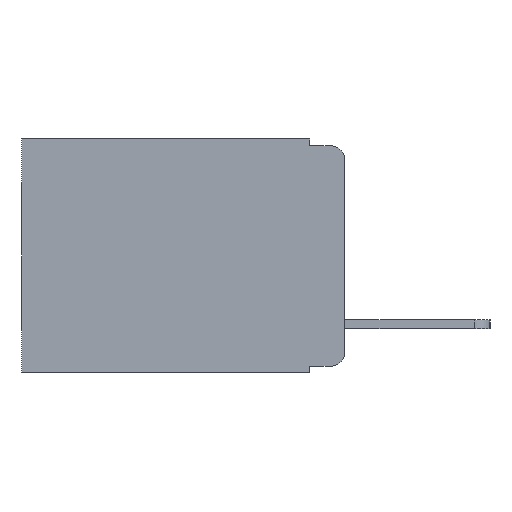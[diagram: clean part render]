
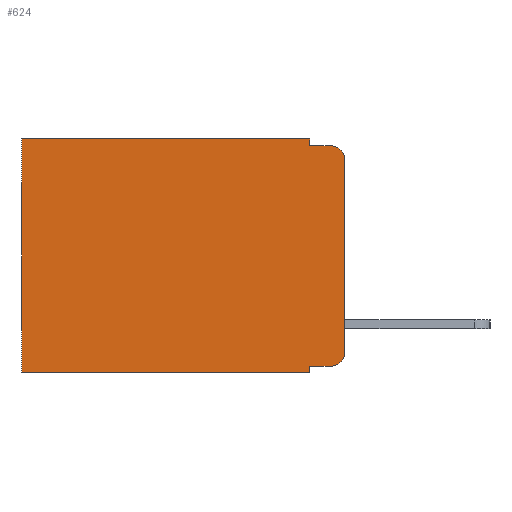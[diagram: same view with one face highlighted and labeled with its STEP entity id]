
A CAD part, left-side view. The second image highlights one B-rep face of the part: STEP entity #624.
In plain terms, the highlighted planar face has unit normal (-1, 0, 0).
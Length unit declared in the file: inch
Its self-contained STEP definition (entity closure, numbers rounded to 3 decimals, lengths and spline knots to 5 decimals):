
#8 = DIRECTION ( 'NONE',  ( 0., 0., -1. ) ) ;
#108 = ORIENTED_EDGE ( 'NONE', *, *, #10938, .T. ) ;
#132 = VERTEX_POINT ( 'NONE', #680 ) ;
#510 = CARTESIAN_POINT ( 'NONE',  ( 0.298, 0.02, -0.313 ) ) ;
#624 = ADVANCED_FACE ( 'NONE', ( #9980 ), #10519, .F. ) ;
#680 = CARTESIAN_POINT ( 'NONE',  ( 0.298, 0.051, -0.01 ) ) ;
#719 = ORIENTED_EDGE ( 'NONE', *, *, #9923, .F. ) ;
#737 = VECTOR ( 'NONE', #5924, 39.37008 ) ;
#892 = VERTEX_POINT ( 'NONE', #3521 ) ;
#1019 = VECTOR ( 'NONE', #8168, 39.37008 ) ;
#1449 = CARTESIAN_POINT ( 'NONE',  ( 0.298, 0., 0. ) ) ;
#1509 = DIRECTION ( 'NONE',  ( 0., 1., 0. ) ) ;
#1979 = ORIENTED_EDGE ( 'NONE', *, *, #7175, .F. ) ;
#2058 = EDGE_CURVE ( 'NONE', #4839, #3256, #4464, .T. ) ;
#2236 = CARTESIAN_POINT ( 'NONE',  ( 0.298, 0.051, 0. ) ) ;
#2295 = ORIENTED_EDGE ( 'NONE', *, *, #2058, .T. ) ;
#2459 = CARTESIAN_POINT ( 'NONE',  ( 0.298, 0.051, -0.01 ) ) ;
#2488 = ORIENTED_EDGE ( 'NONE', *, *, #10246, .T. ) ;
#2599 = VECTOR ( 'NONE', #1509, 39.37008 ) ;
#2778 = ORIENTED_EDGE ( 'NONE', *, *, #10483, .F. ) ;
#2875 = LINE ( 'NONE', #1449, #2599 ) ;
#2898 = VECTOR ( 'NONE', #8937, 39.37008 ) ;
#2899 = VERTEX_POINT ( 'NONE', #5895 ) ;
#2916 = VERTEX_POINT ( 'NONE', #10184 ) ;
#2955 = ORIENTED_EDGE ( 'NONE', *, *, #10638, .F. ) ;
#3144 = CARTESIAN_POINT ( 'NONE',  ( 0.298, 0.051, -0.333 ) ) ;
#3256 = VERTEX_POINT ( 'NONE', #10997 ) ;
#3343 = LINE ( 'NONE', #5583, #7828 ) ;
#3407 = DIRECTION ( 'NONE',  ( 1., 0., 0. ) ) ;
#3461 = LINE ( 'NONE', #2236, #1019 ) ;
#3521 = CARTESIAN_POINT ( 'NONE',  ( 0.298, 0.051, -0.343 ) ) ;
#3612 = VECTOR ( 'NONE', #7874, 39.37008 ) ;
#3719 = ORIENTED_EDGE ( 'NONE', *, *, #5707, .T. ) ;
#3750 = DIRECTION ( 'NONE',  ( 0., 0., -1. ) ) ;
#3822 = ORIENTED_EDGE ( 'NONE', *, *, #10112, .F. ) ;
#3839 = AXIS2_PLACEMENT_3D ( 'NONE', #510, #8595, #7753 ) ;
#3929 = LINE ( 'NONE', #7123, #3612 ) ;
#3957 = ORIENTED_EDGE ( 'NONE', *, *, #8667, .T. ) ;
#4005 = CARTESIAN_POINT ( 'NONE',  ( 0.298, 0., 0. ) ) ;
#4103 = CARTESIAN_POINT ( 'NONE',  ( 0.298, 0.473, 0. ) ) ;
#4237 = CIRCLE ( 'NONE', #7921, 0.02 ) ;
#4464 = CIRCLE ( 'NONE', #3839, 0.02 ) ;
#4833 = CARTESIAN_POINT ( 'NONE',  ( 0.298, 0.02, -0.03 ) ) ;
#4839 = VERTEX_POINT ( 'NONE', #7951 ) ;
#5529 = CARTESIAN_POINT ( 'NONE',  ( 0.298, 0., 0. ) ) ;
#5583 = CARTESIAN_POINT ( 'NONE',  ( 0.298, 0.051, 0. ) ) ;
#5591 = LINE ( 'NONE', #5529, #737 ) ;
#5693 = DIRECTION ( 'NONE',  ( 0., 0., -1. ) ) ;
#5707 = EDGE_CURVE ( 'NONE', #10146, #6641, #2875, .T. ) ;
#5895 = CARTESIAN_POINT ( 'NONE',  ( 0.298, 0.051, -0.333 ) ) ;
#5924 = DIRECTION ( 'NONE',  ( 0., 0., -1. ) ) ;
#6081 = LINE ( 'NONE', #4103, #7944 ) ;
#6139 = VERTEX_POINT ( 'NONE', #6307 ) ;
#6307 = CARTESIAN_POINT ( 'NONE',  ( 0.298, 0.473, -0.343 ) ) ;
#6523 = CARTESIAN_POINT ( 'NONE',  ( 0.298, 0.051, 0. ) ) ;
#6641 = VERTEX_POINT ( 'NONE', #8717 ) ;
#6844 = VERTEX_POINT ( 'NONE', #10734 ) ;
#6888 = VECTOR ( 'NONE', #8361, 39.37008 ) ;
#7123 = CARTESIAN_POINT ( 'NONE',  ( 0.298, 0., -0.343 ) ) ;
#7175 = EDGE_CURVE ( 'NONE', #6844, #3256, #5591, .T. ) ;
#7753 = DIRECTION ( 'NONE',  ( 0., 0., -1. ) ) ;
#7828 = VECTOR ( 'NONE', #8, 39.37008 ) ;
#7874 = DIRECTION ( 'NONE',  ( 0., 1., 0. ) ) ;
#7921 = AXIS2_PLACEMENT_3D ( 'NONE', #4833, #10408, #5693 ) ;
#7944 = VECTOR ( 'NONE', #9799, 39.37008 ) ;
#7951 = CARTESIAN_POINT ( 'NONE',  ( 0.298, 0.02, -0.333 ) ) ;
#8168 = DIRECTION ( 'NONE',  ( 0., 0., -1. ) ) ;
#8361 = DIRECTION ( 'NONE',  ( 0., -1., 0. ) ) ;
#8595 = DIRECTION ( 'NONE',  ( -1., 0., 0. ) ) ;
#8667 = EDGE_CURVE ( 'NONE', #6844, #2916, #4237, .T. ) ;
#8717 = CARTESIAN_POINT ( 'NONE',  ( 0.298, 0.473, 0. ) ) ;
#8912 = LINE ( 'NONE', #2459, #6888 ) ;
#8937 = DIRECTION ( 'NONE',  ( 0., -1., 0. ) ) ;
#9244 = LINE ( 'NONE', #3144, #2898 ) ;
#9799 = DIRECTION ( 'NONE',  ( 0., 0., -1. ) ) ;
#9923 = EDGE_CURVE ( 'NONE', #132, #2916, #8912, .T. ) ;
#9980 = FACE_OUTER_BOUND ( 'NONE', #10251, .T. ) ;
#10112 = EDGE_CURVE ( 'NONE', #10146, #132, #3343, .T. ) ;
#10141 = AXIS2_PLACEMENT_3D ( 'NONE', #4005, #3407, #3750 ) ;
#10146 = VERTEX_POINT ( 'NONE', #6523 ) ;
#10184 = CARTESIAN_POINT ( 'NONE',  ( 0.298, 0.02, -0.01 ) ) ;
#10246 = EDGE_CURVE ( 'NONE', #6641, #6139, #6081, .T. ) ;
#10251 = EDGE_LOOP ( 'NONE', ( #1979, #3957, #719, #3822, #3719, #2488, #2778, #2955, #108, #2295 ) ) ;
#10408 = DIRECTION ( 'NONE',  ( -1., 0., 0. ) ) ;
#10483 = EDGE_CURVE ( 'NONE', #892, #6139, #3929, .T. ) ;
#10519 = PLANE ( 'NONE',  #10141 ) ;
#10638 = EDGE_CURVE ( 'NONE', #2899, #892, #3461, .T. ) ;
#10734 = CARTESIAN_POINT ( 'NONE',  ( 0.298, 0., -0.03 ) ) ;
#10938 = EDGE_CURVE ( 'NONE', #2899, #4839, #9244, .T. ) ;
#10997 = CARTESIAN_POINT ( 'NONE',  ( 0.298, 0., -0.313 ) ) ;
